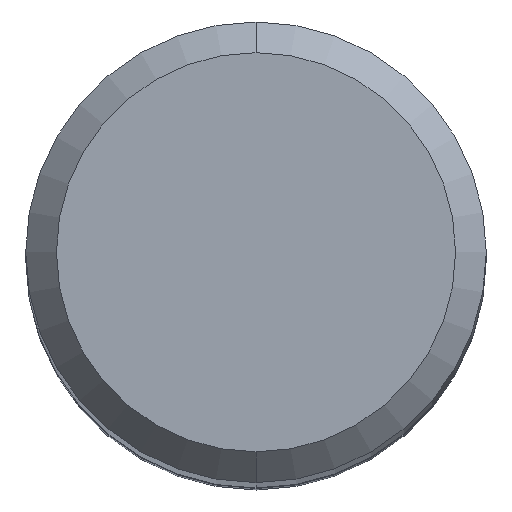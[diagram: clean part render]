
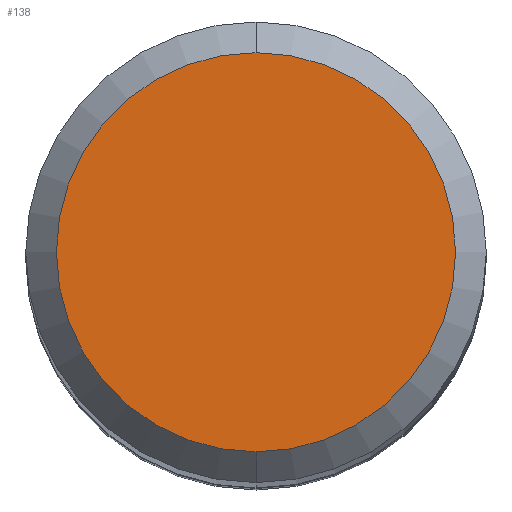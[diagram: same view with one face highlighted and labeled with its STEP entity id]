
A CAD part, top view. The second image highlights one B-rep face of the part: STEP entity #138.
In plain terms, the highlighted planar face has unit normal (0, 0, 1).
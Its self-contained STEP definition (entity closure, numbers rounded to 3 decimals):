
#138=ADVANCED_FACE('',(#333),#334,.T.);
#158=VERTEX_POINT('',#355);
#168=VERTEX_POINT('',#367);
#170=EDGE_CURVE('',#168,#158,#369,.T.);
#216=EDGE_CURVE('',#158,#168,#420,.T.);
#333=FACE_OUTER_BOUND('',#544,.T.);
#334=PLANE('',#545);
#355=CARTESIAN_POINT('',(0.0,2.6,0.0));
#367=CARTESIAN_POINT('',(0.,-2.6,0.0));
#369=CIRCLE('',#587,2.6);
#420=CIRCLE('',#651,2.6);
#544=EDGE_LOOP('',(#797,#798));
#545=AXIS2_PLACEMENT_3D('',#799,#800,#801);
#587=AXIS2_PLACEMENT_3D('',#832,#833,#834);
#651=AXIS2_PLACEMENT_3D('',#905,#906,#907);
#797=ORIENTED_EDGE('',*,*,#216,.F.);
#798=ORIENTED_EDGE('',*,*,#170,.F.);
#799=CARTESIAN_POINT('',(0.0,1.3,0.0));
#800=DIRECTION('',(-0.0,0.0,1.0));
#801=DIRECTION('',(0.0,-1.0,0.0));
#832=CARTESIAN_POINT('',(0.0,0.0,0.0));
#833=DIRECTION('',(0.0,0.0,-1.0));
#834=DIRECTION('',(0.0,1.0,0.0));
#905=CARTESIAN_POINT('',(0.0,0.0,0.0));
#906=DIRECTION('',(0.0,0.0,-1.0));
#907=DIRECTION('',(0.0,1.0,0.0));
